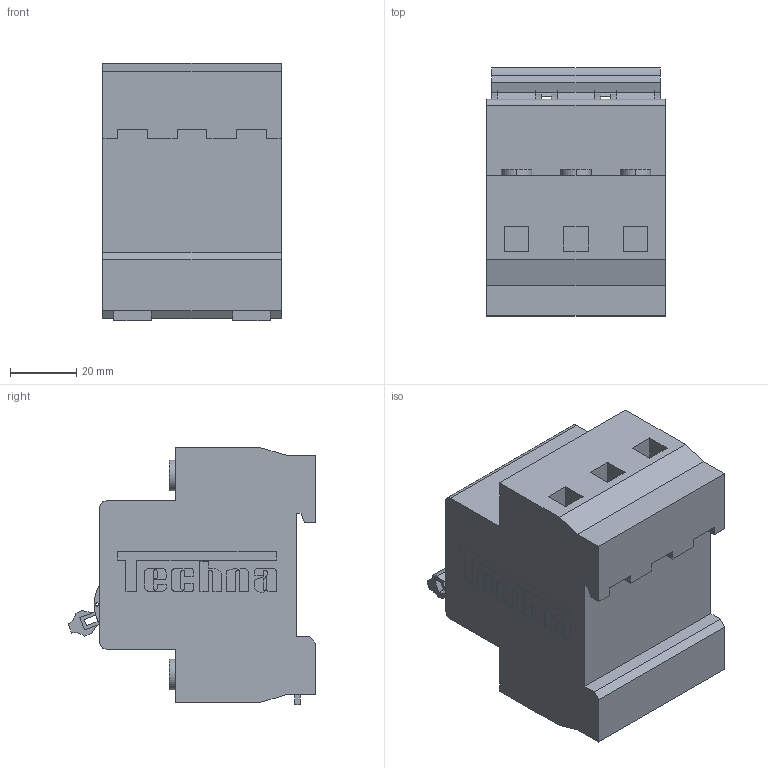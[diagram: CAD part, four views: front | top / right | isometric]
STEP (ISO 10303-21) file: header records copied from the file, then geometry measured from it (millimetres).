
FILE_DESCRIPTION (( 'STEP AP214' ), '1' );
FILE_NAME ('Gtec 3 Pole-W.STEP', '2020-05-26T08:45:32', ( '' ), ( '' ), 'SwSTEP 2.0', 'SolidWorks 2020', '' );
FILE_SCHEMA (( 'AUTOMOTIVE_DESIGN' ));
Length unit declared in the file: millimetre
Products named in the file (1): Gtec 3 Pole-W
Bounding box: 54 x 75.07 x 77.88 mm (x, y, z)
Volume: 214707.4 mm3; surface area: 32615.7 mm2
Topology: 2 solids, 10 shells, 1367 faces, 3823 edges, 2500 vertices
Faces by surface type: plane 819, cylinder 484, bspline 64
Entity records: 50281 total; most frequent: CARTESIAN_POINT 11627, ORIENTED_EDGE 7646, DIRECTION 7351, EDGE_CURVE 3823, VECTOR 2647, LINE 2647, VERTEX_POINT 2500, AXIS2_PLACEMENT_3D 2352
